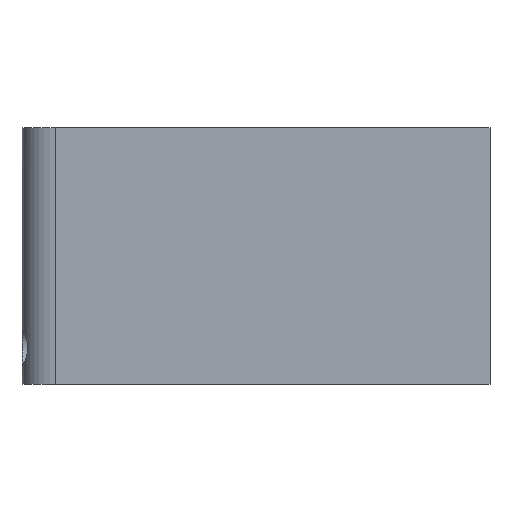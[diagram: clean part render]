
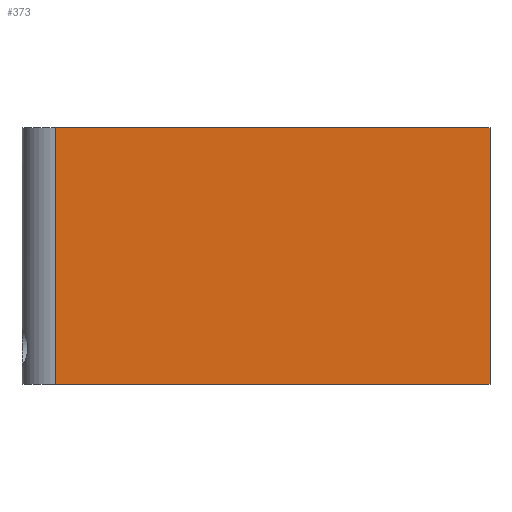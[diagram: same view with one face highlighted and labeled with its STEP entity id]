
A CAD part, front view. The second image highlights one B-rep face of the part: STEP entity #373.
In plain terms, the highlighted planar face has unit normal (0, -1, 0).
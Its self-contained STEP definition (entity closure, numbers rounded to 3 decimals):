
#26=PLANE('',#415);
#40=FACE_OUTER_BOUND('',#59,.T.);
#59=EDGE_LOOP('',(#290,#291,#292,#293));
#81=LINE('',#576,#117);
#88=LINE('',#602,#124);
#89=LINE('',#624,#125);
#90=LINE('',#625,#126);
#117=VECTOR('',#451,10.);
#124=VECTOR('',#478,10.);
#125=VECTOR('',#481,10.);
#126=VECTOR('',#482,10.);
#172=VERTEX_POINT('',#573);
#173=VERTEX_POINT('',#575);
#182=VERTEX_POINT('',#600);
#183=VERTEX_POINT('',#623);
#209=EDGE_CURVE('',#173,#172,#81,.T.);
#223=EDGE_CURVE('',#182,#172,#88,.T.);
#225=EDGE_CURVE('',#182,#183,#89,.T.);
#226=EDGE_CURVE('',#183,#173,#90,.T.);
#290=ORIENTED_EDGE('',*,*,#223,.F.);
#291=ORIENTED_EDGE('',*,*,#225,.T.);
#292=ORIENTED_EDGE('',*,*,#226,.T.);
#293=ORIENTED_EDGE('',*,*,#209,.T.);
#373=ADVANCED_FACE('',(#40),#26,.T.);
#415=AXIS2_PLACEMENT_3D('',#622,#479,#480);
#451=DIRECTION('',(-1.,0.,0.));
#478=DIRECTION('',(0.,0.,1.));
#479=DIRECTION('center_axis',(0.,-1.,0.));
#480=DIRECTION('ref_axis',(0.,0.,-1.));
#481=DIRECTION('',(1.,0.,0.));
#482=DIRECTION('',(0.,0.,1.));
#573=CARTESIAN_POINT('',(-80.792,-30.09,65.597));
#575=CARTESIAN_POINT('',(-16.428,-30.09,65.597));
#576=CARTESIAN_POINT('',(-84.292,-30.09,65.597));
#600=CARTESIAN_POINT('',(-80.792,-30.09,27.597));
#602=CARTESIAN_POINT('',(-80.792,-30.09,27.597));
#622=CARTESIAN_POINT('Origin',(-82.627,-30.09,27.597));
#623=CARTESIAN_POINT('',(-16.428,-30.09,27.597));
#624=CARTESIAN_POINT('',(-84.292,-30.09,27.597));
#625=CARTESIAN_POINT('',(-16.428,-30.09,27.597));
